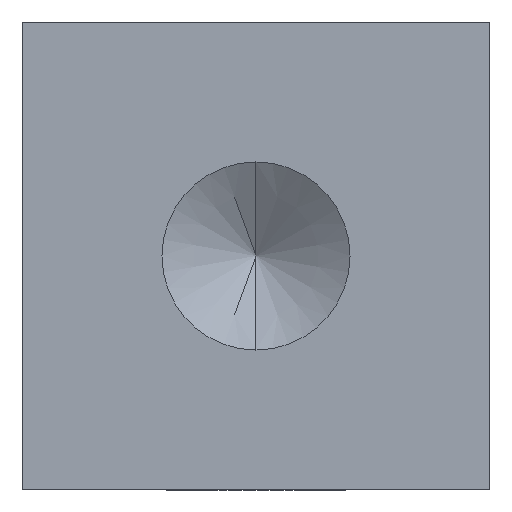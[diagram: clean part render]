
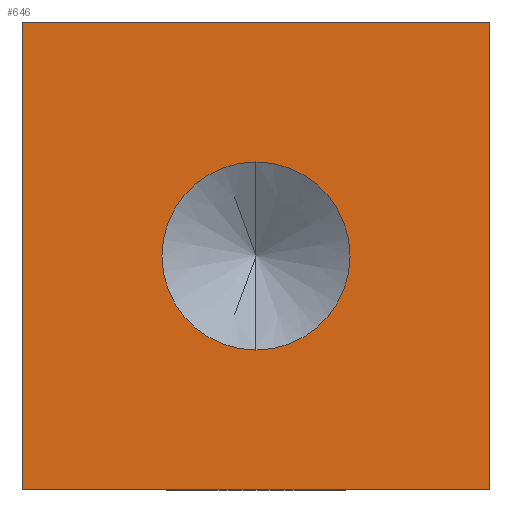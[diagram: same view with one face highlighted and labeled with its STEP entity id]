
A CAD part, front view. The second image highlights one B-rep face of the part: STEP entity #646.
In plain terms, the highlighted planar face has unit normal (0, -1, 0).
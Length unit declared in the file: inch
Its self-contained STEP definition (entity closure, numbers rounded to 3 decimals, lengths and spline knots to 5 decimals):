
#19 = ORIENTED_EDGE ( 'NONE', *, *, #155, .F. ) ;
#27 = CARTESIAN_POINT ( 'NONE',  ( 0., 0., 0. ) ) ;
#53 = ORIENTED_EDGE ( 'NONE', *, *, #501, .F. ) ;
#55 = CARTESIAN_POINT ( 'NONE',  ( 0., 0., 0. ) ) ;
#77 = EDGE_CURVE ( 'NONE', #695, #344, #314, .T. ) ;
#78 = FACE_BOUND ( 'NONE', #836, .T. ) ;
#92 = CARTESIAN_POINT ( 'NONE',  ( -0.25, 0., 0.25 ) ) ;
#96 = VERTEX_POINT ( 'NONE', #800 ) ;
#111 = CARTESIAN_POINT ( 'NONE',  ( 0., 0., 0. ) ) ;
#114 = ORIENTED_EDGE ( 'NONE', *, *, #77, .F. ) ;
#121 = PLANE ( 'NONE',  #186 ) ;
#143 = EDGE_CURVE ( 'NONE', #344, #713, #242, .T. ) ;
#150 = CARTESIAN_POINT ( 'NONE',  ( 0.25, 0., -0.25 ) ) ;
#155 = EDGE_CURVE ( 'NONE', #841, #695, #770, .T. ) ;
#184 = CIRCLE ( 'NONE', #600, 0.1005 ) ;
#186 = AXIS2_PLACEMENT_3D ( 'NONE', #111, #871, #576 ) ;
#242 = LINE ( 'NONE', #341, #822 ) ;
#264 = CARTESIAN_POINT ( 'NONE',  ( -0.25, 0., -0.25 ) ) ;
#306 = DIRECTION ( 'NONE',  ( 0., -1., 0. ) ) ;
#314 = LINE ( 'NONE', #327, #359 ) ;
#327 = CARTESIAN_POINT ( 'NONE',  ( -0.25, 0., -0.25 ) ) ;
#341 = CARTESIAN_POINT ( 'NONE',  ( -0.25, 0., 0.25 ) ) ;
#344 = VERTEX_POINT ( 'NONE', #92 ) ;
#359 = VECTOR ( 'NONE', #803, 39.37008 ) ;
#383 = VECTOR ( 'NONE', #692, 39.37008 ) ;
#400 = DIRECTION ( 'NONE',  ( 0., 0., -1. ) ) ;
#402 = DIRECTION ( 'NONE',  ( -1., 0., 0. ) ) ;
#417 = ORIENTED_EDGE ( 'NONE', *, *, #683, .F. ) ;
#433 = AXIS2_PLACEMENT_3D ( 'NONE', #55, #523, #400 ) ;
#446 = CARTESIAN_POINT ( 'NONE',  ( 0., 0., 0.1005 ) ) ;
#501 = EDGE_CURVE ( 'NONE', #96, #589, #184, .T. ) ;
#523 = DIRECTION ( 'NONE',  ( 0., -1., 0. ) ) ;
#525 = CARTESIAN_POINT ( 'NONE',  ( 0.25, 0., 0.25 ) ) ;
#557 = LINE ( 'NONE', #150, #383 ) ;
#574 = VECTOR ( 'NONE', #402, 39.37008 ) ;
#576 = DIRECTION ( 'NONE',  ( 0., 0., 1. ) ) ;
#579 = ORIENTED_EDGE ( 'NONE', *, *, #143, .F. ) ;
#586 = CARTESIAN_POINT ( 'NONE',  ( -0.25, 0., -0.25 ) ) ;
#589 = VERTEX_POINT ( 'NONE', #446 ) ;
#600 = AXIS2_PLACEMENT_3D ( 'NONE', #27, #306, #706 ) ;
#601 = DIRECTION ( 'NONE',  ( 1., 0., 0. ) ) ;
#646 = ADVANCED_FACE ( 'NONE', ( #78, #779 ), #121, .F. ) ;
#650 = CIRCLE ( 'NONE', #433, 0.1005 ) ;
#683 = EDGE_CURVE ( 'NONE', #589, #96, #650, .T. ) ;
#692 = DIRECTION ( 'NONE',  ( 0., 0., -1. ) ) ;
#695 = VERTEX_POINT ( 'NONE', #586 ) ;
#706 = DIRECTION ( 'NONE',  ( 0., 0., -1. ) ) ;
#713 = VERTEX_POINT ( 'NONE', #525 ) ;
#770 = LINE ( 'NONE', #264, #574 ) ;
#779 = FACE_OUTER_BOUND ( 'NONE', #813, .T. ) ;
#800 = CARTESIAN_POINT ( 'NONE',  ( 0., 0., -0.1005 ) ) ;
#803 = DIRECTION ( 'NONE',  ( 0., 0., 1. ) ) ;
#813 = EDGE_LOOP ( 'NONE', ( #852, #579, #114, #19 ) ) ;
#820 = CARTESIAN_POINT ( 'NONE',  ( 0.25, 0., -0.25 ) ) ;
#822 = VECTOR ( 'NONE', #601, 39.37008 ) ;
#836 = EDGE_LOOP ( 'NONE', ( #53, #417 ) ) ;
#841 = VERTEX_POINT ( 'NONE', #820 ) ;
#852 = ORIENTED_EDGE ( 'NONE', *, *, #881, .F. ) ;
#871 = DIRECTION ( 'NONE',  ( 0., 1., 0. ) ) ;
#881 = EDGE_CURVE ( 'NONE', #713, #841, #557, .T. ) ;
